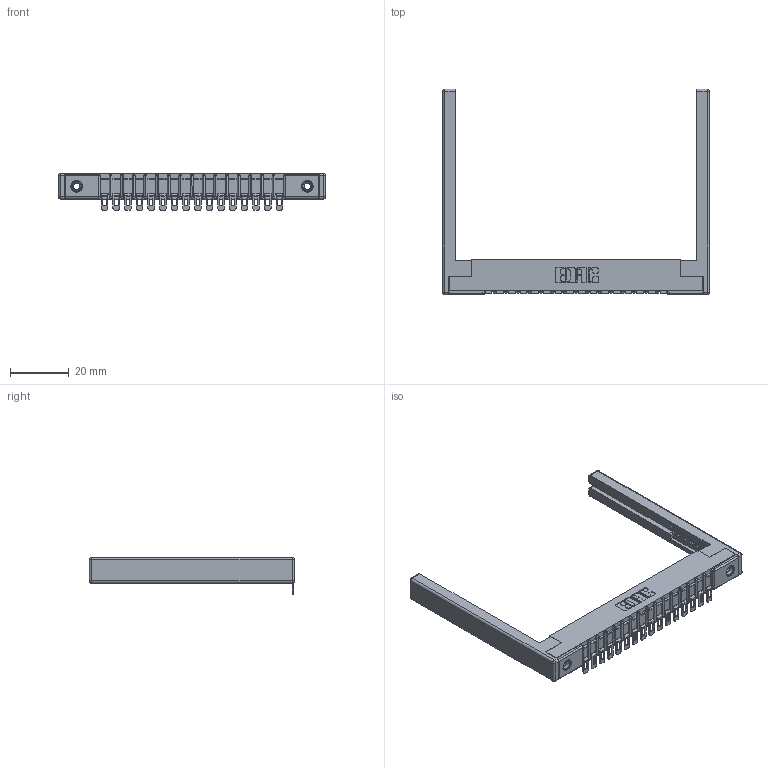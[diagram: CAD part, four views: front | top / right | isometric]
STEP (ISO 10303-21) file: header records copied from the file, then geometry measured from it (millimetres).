
FILE_DESCRIPTION (( 'STEP AP203' ), '1' );
FILE_NAME ('307-016-454-168.STEP', '2020-09-25T20:19:22', ( '' ), ( '' ), 'SwSTEP 2.0', 'SolidWorks 2020', '' );
FILE_SCHEMA (( 'CONFIG_CONTROL_DESIGN' ));
Length unit declared in the file: inch
Products named in the file (5): 307 Part_.156 Dia Mounting Holes; 345-250-001_345-250-001-102; 307-220-068; 307-290-002_554; 307-016-454-168
Assembly tree (21 placements, depth 2):
  307-016-454-168
    307 Part_.156 Dia Mounting Holes
    307-290-002_554  x16
    307-220-068  x2
    345-250-001_345-250-001-102  x2
Bounding box: 90.83 x 69.98 x 12.52 mm (x, y, z)
Volume: 10557.9 mm3; surface area: 14664.1 mm2
Topology: 21 solids, 21 shells, 1585 faces, 4761 edges, 3106 vertices
Faces by surface type: plane 894, cylinder 633, sphere 42, cone 12, torus 4
Entity records: 20646 total; most frequent: CARTESIAN_POINT 3443, ORIENTED_EDGE 3422, DIRECTION 3381, EDGE_CURVE 1711, LINE 1289, VECTOR 1289, VERTEX_POINT 1108, AXIS2_PLACEMENT_3D 1046
